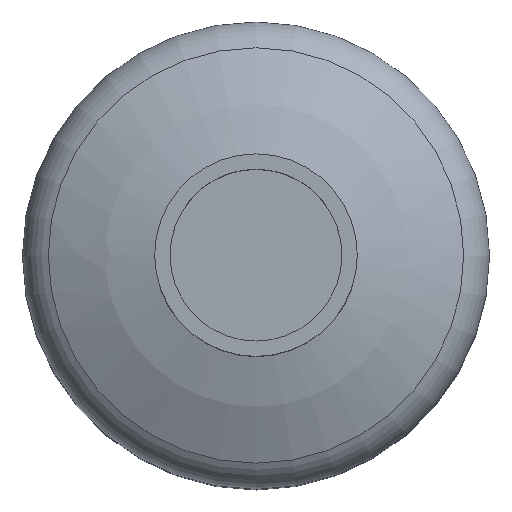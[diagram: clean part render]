
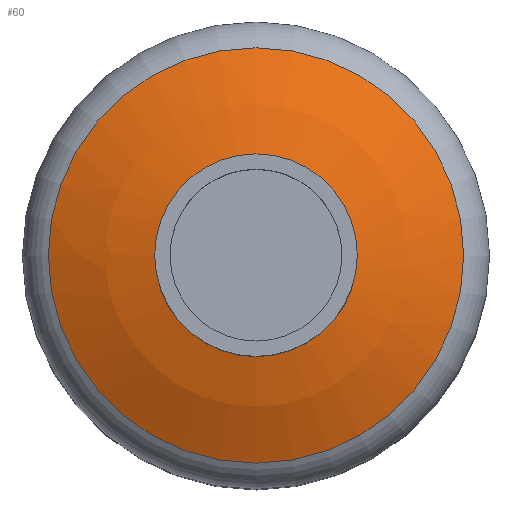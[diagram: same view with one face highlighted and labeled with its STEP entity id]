
A CAD part, top view. The second image highlights one B-rep face of the part: STEP entity #60.
In plain terms, the highlighted spherical face has radius 76 mm.
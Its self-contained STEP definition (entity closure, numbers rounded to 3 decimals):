
#60 = ADVANCED_FACE( '', ( #125, #126 ), #127, .T. );
#125 = FACE_OUTER_BOUND( '', #186, .T. );
#126 = FACE_OUTER_BOUND( '', #187, .T. );
#127 = SPHERICAL_SURFACE( '', #188, 76. );
#186 = EDGE_LOOP( '', ( #263 ) );
#187 = EDGE_LOOP( '', ( #264 ) );
#188 = AXIS2_PLACEMENT_3D( '', #265, #266, #267 );
#263 = ORIENTED_EDGE( '', *, *, #303, .F. );
#264 = ORIENTED_EDGE( '', *, *, #298, .F. );
#265 = CARTESIAN_POINT( '', ( 0., 0., -35.262 ) );
#266 = DIRECTION( '', ( 0., 0., -1. ) );
#267 = DIRECTION( '', ( -1., 0., 0. ) );
#298 = EDGE_CURVE( '', #335, #335, #336, .F. );
#303 = EDGE_CURVE( '', #341, #341, #342, .T. );
#335 = VERTEX_POINT( '', #375 );
#336 = CIRCLE( '', #376, 15. );
#341 = VERTEX_POINT( '', #381 );
#342 = CIRCLE( '', #382, 33.833 );
#375 = CARTESIAN_POINT( '', ( -15., 0., 39.243 ) );
#376 = AXIS2_PLACEMENT_3D( '', #417, #418, #419 );
#381 = CARTESIAN_POINT( '', ( -33.833, 0., 32.791 ) );
#382 = AXIS2_PLACEMENT_3D( '', #420, #421, #422 );
#417 = CARTESIAN_POINT( '', ( 0., 0., 39.243 ) );
#418 = DIRECTION( '', ( 0., 0., -1. ) );
#419 = DIRECTION( '', ( -1., 0., 0. ) );
#420 = CARTESIAN_POINT( '', ( 0., 0., 32.791 ) );
#421 = DIRECTION( '', ( 0., 0., -1. ) );
#422 = DIRECTION( '', ( -1., 0., 0. ) );
